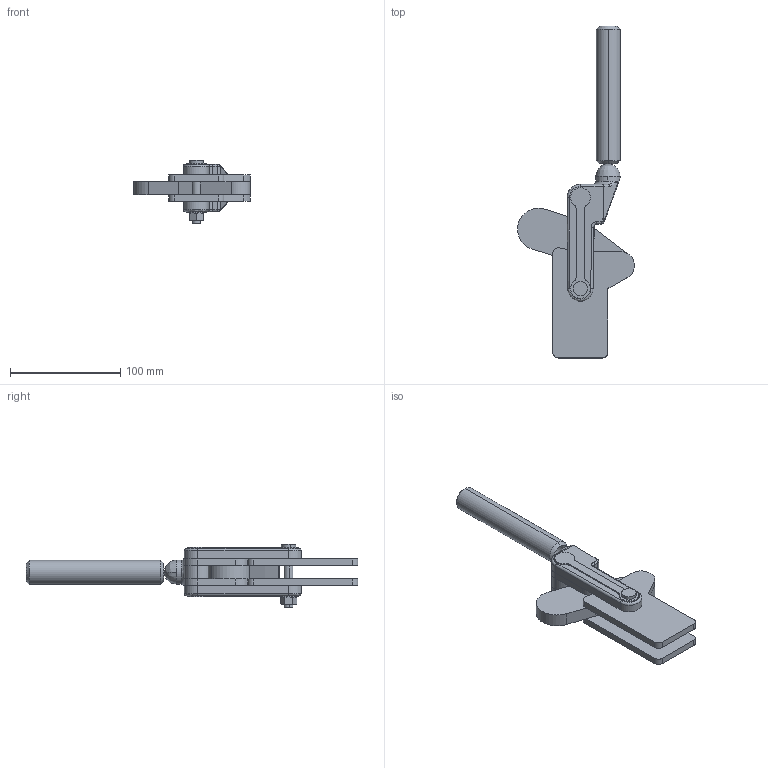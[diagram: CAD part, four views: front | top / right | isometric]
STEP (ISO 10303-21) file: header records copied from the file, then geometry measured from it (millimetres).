
FILE_DESCRIPTION (( 'STEP AP214' ), '1' );
FILE_NAME ('GH-71215(Â²¤Æ)-1.STEP', '2020-03-10T01:40:16', ( 'LinWei' ), ( '' ), 'SwSTEP 2.0', 'SolidWorks 2016', '' );
FILE_SCHEMA (( 'AUTOMOTIVE_DESIGN' ));
Length unit declared in the file: millimetre
Products named in the file (6): 471210125-1^GH-71215(簡化)-1; 4702108-1-1^GH-71215(簡化)-1; Group2^GH-71215(簡化)-1; Group1^GH-71215(簡化)-1; Group6^GH-71215(簡化)-1; GH-71215(簡化)-1
Assembly tree (5 placements, depth 2):
  GH-71215(簡化)-1
    Group6^GH-71215(簡化)-1
    Group1^GH-71215(簡化)-1
    Group2^GH-71215(簡化)-1
    4702108-1-1^GH-71215(簡化)-1
    471210125-1^GH-71215(簡化)-1
Bounding box: 106.04 x 301.43 x 58 mm (x, y, z)
Volume: 226410.9 mm3; surface area: 80331.3 mm2
Topology: 5 solids, 5 shells, 197 faces, 503 edges, 317 vertices
Faces by surface type: cylinder 93, plane 71, bspline 17, cone 16
Entity records: 7381 total; most frequent: CARTESIAN_POINT 2021, DIRECTION 1009, ORIENTED_EDGE 994, EDGE_CURVE 497, AXIS2_PLACEMENT_3D 382, VERTEX_POINT 317, LINE 245, VECTOR 245
